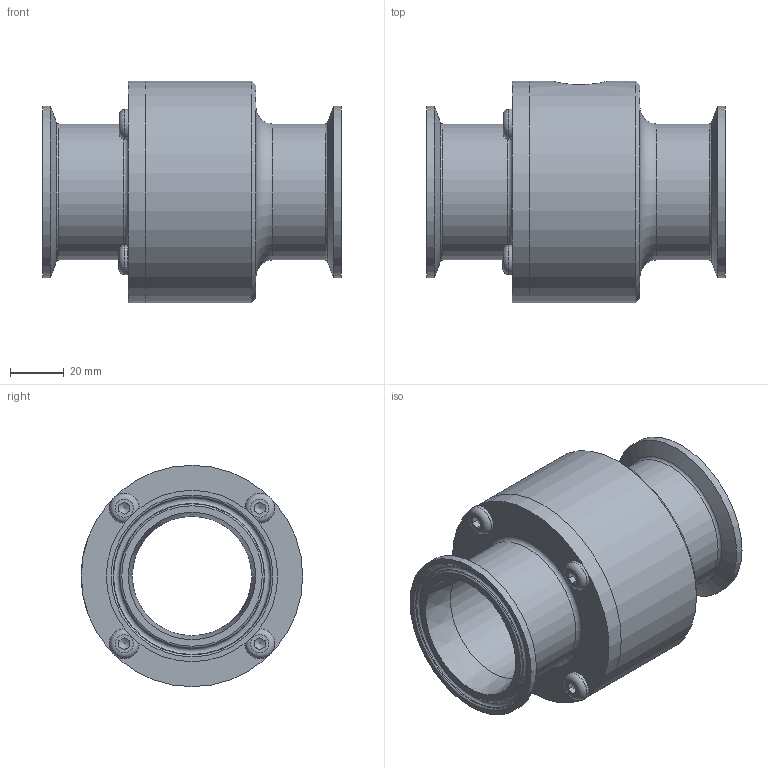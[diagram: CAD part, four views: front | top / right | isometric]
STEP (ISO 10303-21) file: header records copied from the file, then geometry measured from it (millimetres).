
FILE_DESCRIPTION(/* description */ (''),/* implementation_level */ '2;1');
FILE_NAME(/* name */ '161200-316.stp',/* time_stamp */ '2017-03-03T11:38:21-05:00',/* author */ ('dave woerner'),/* organization */ (''),/* preprocessor_version */ 'ST-DEVELOPER v16.5',/* originating_system */ 'Autodesk Inventor 2017',/* authorisation */ '');
FILE_SCHEMA (('AUTOMOTIVE_DESIGN { 1 0 10303 214 3 1 1 }'));
Length unit declared in the file: inch
Products named in the file (6): 161200-316; 901777-316; 901778-316; 6846; Unbrako - 1/4 x 3/4; AS 568 - DASH # 227
Assembly tree (9 placements, depth 2):
  161200-316
    901777-316
    901778-316
    6846
    Unbrako - 1/4 x 3/4  x4
    AS 568 - DASH # 227  x2
Bounding box: 111.18 x 82.55 x 82.55 mm (x, y, z)
Volume: 188510 mm3; surface area: 82734.5 mm2
Topology: 9 solids, 9 shells, 148 faces, 345 edges, 218 vertices
Faces by surface type: plane 56, cylinder 45, cone 23, torus 23, bspline 1
Full cylindrical faces by diameter (mm): 1.778 x8, 5.159 x4, 6.35 x8, 7.144 x4, 11.1 x4, 17.145 x1, 44.45 x2, 47.498 x1, 50.673 x2, 50.8 x1, 53.975 x2, 60.757 x2, 60.808 x1, 60.96 x1, 63.881 x2, 82.55 x2
Entity records: 3317 total; most frequent: CARTESIAN_POINT 1139, DIRECTION 453, ORIENTED_EDGE 284, AXIS2_PLACEMENT_3D 220, EDGE_LOOP 212, EDGE_CURVE 142, VERTEX_POINT 126, FACE_BOUND 110
